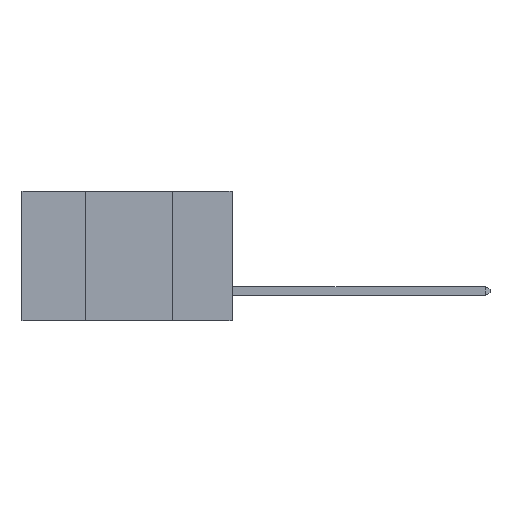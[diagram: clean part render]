
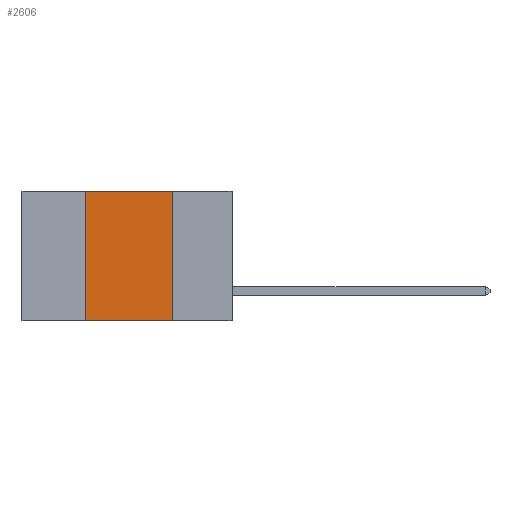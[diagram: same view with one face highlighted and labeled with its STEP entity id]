
A CAD part, left-side view. The second image highlights one B-rep face of the part: STEP entity #2606.
In plain terms, the highlighted planar face has unit normal (-1, 0, 0).
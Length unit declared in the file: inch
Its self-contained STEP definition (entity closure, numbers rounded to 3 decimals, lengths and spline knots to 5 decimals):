
#46 = AXIS2_PLACEMENT_3D ( 'NONE', #9499, #10049, #10138 ) ;
#195 = EDGE_CURVE ( 'NONE', #1884, #3097, #6029, .T. ) ;
#251 = CARTESIAN_POINT ( 'NONE',  ( 0., 0.42, 0. ) ) ;
#574 = CARTESIAN_POINT ( 'NONE',  ( 0., 0.6, -0.37 ) ) ;
#871 = EDGE_CURVE ( 'NONE', #1884, #7840, #6823, .T. ) ;
#1309 = DIRECTION ( 'NONE',  ( 0., -1., 0. ) ) ;
#1531 = CARTESIAN_POINT ( 'NONE',  ( 0., 0.42, 0. ) ) ;
#1536 = EDGE_CURVE ( 'NONE', #2644, #3097, #8470, .T. ) ;
#1752 = EDGE_LOOP ( 'NONE', ( #8571, #10583, #1782, #9054 ) ) ;
#1782 = ORIENTED_EDGE ( 'NONE', *, *, #871, .F. ) ;
#1884 = VERTEX_POINT ( 'NONE', #10083 ) ;
#2606 = ADVANCED_FACE ( 'NONE', ( #5523 ), #10378, .F. ) ;
#2644 = VERTEX_POINT ( 'NONE', #10064 ) ;
#3097 = VERTEX_POINT ( 'NONE', #7401 ) ;
#4436 = LINE ( 'NONE', #5914, #8485 ) ;
#4440 = VECTOR ( 'NONE', #8145, 39.37008 ) ;
#4690 = DIRECTION ( 'NONE',  ( 0., -1., 0. ) ) ;
#5450 = VECTOR ( 'NONE', #4690, 39.37008 ) ;
#5523 = FACE_OUTER_BOUND ( 'NONE', #1752, .T. ) ;
#5914 = CARTESIAN_POINT ( 'NONE',  ( 0., 0.6, 0. ) ) ;
#6029 = LINE ( 'NONE', #574, #5450 ) ;
#6823 = LINE ( 'NONE', #1531, #4440 ) ;
#7401 = CARTESIAN_POINT ( 'NONE',  ( 0., 0.17, -0.37 ) ) ;
#7840 = VERTEX_POINT ( 'NONE', #251 ) ;
#7853 = EDGE_CURVE ( 'NONE', #7840, #2644, #4436, .T. ) ;
#7999 = DIRECTION ( 'NONE',  ( 0., 0., -1. ) ) ;
#8145 = DIRECTION ( 'NONE',  ( 0., 0., 1. ) ) ;
#8470 = LINE ( 'NONE', #8670, #10233 ) ;
#8485 = VECTOR ( 'NONE', #1309, 39.37008 ) ;
#8571 = ORIENTED_EDGE ( 'NONE', *, *, #1536, .F. ) ;
#8670 = CARTESIAN_POINT ( 'NONE',  ( 0., 0.17, 0. ) ) ;
#9054 = ORIENTED_EDGE ( 'NONE', *, *, #195, .T. ) ;
#9499 = CARTESIAN_POINT ( 'NONE',  ( 0., 0.6, 0. ) ) ;
#10049 = DIRECTION ( 'NONE',  ( 1., 0., 0. ) ) ;
#10064 = CARTESIAN_POINT ( 'NONE',  ( 0., 0.17, 0. ) ) ;
#10083 = CARTESIAN_POINT ( 'NONE',  ( 0., 0.42, -0.37 ) ) ;
#10138 = DIRECTION ( 'NONE',  ( 0., 0., -1. ) ) ;
#10233 = VECTOR ( 'NONE', #7999, 39.37008 ) ;
#10378 = PLANE ( 'NONE',  #46 ) ;
#10583 = ORIENTED_EDGE ( 'NONE', *, *, #7853, .F. ) ;
